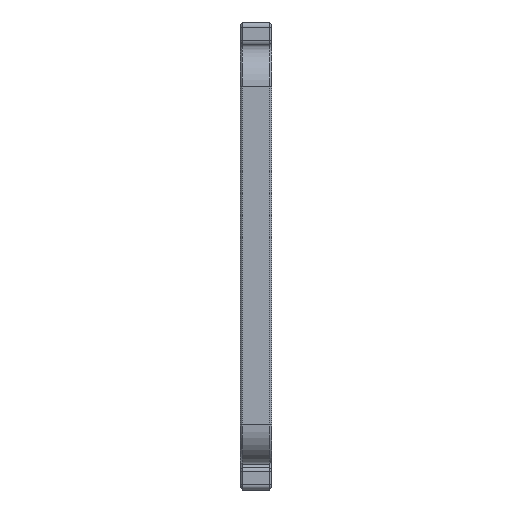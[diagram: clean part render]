
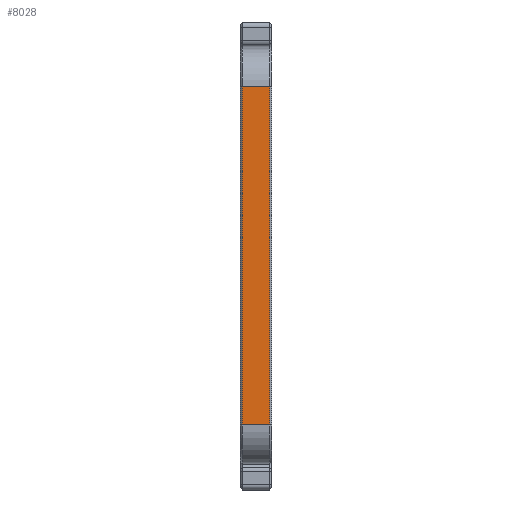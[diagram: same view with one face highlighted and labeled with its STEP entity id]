
A CAD part, left-side view. The second image highlights one B-rep face of the part: STEP entity #8028.
In plain terms, the highlighted planar face has unit normal (-1, 0, 0).
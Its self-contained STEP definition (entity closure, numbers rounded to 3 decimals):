
#216=PLANE('',#8922);
#766=FACE_OUTER_BOUND('',#1290,.T.);
#1290=EDGE_LOOP('',(#7069,#7070,#7071,#7072));
#1440=LINE('',#11779,#2202);
#2010=LINE('',#13569,#2772);
#2052=LINE('',#13678,#2814);
#2053=LINE('',#13680,#2815);
#2202=VECTOR('',#9238,10.);
#2772=VECTOR('',#11142,10.);
#2814=VECTOR('',#11284,10.);
#2815=VECTOR('',#11287,10.);
#3364=VERTEX_POINT('',#11770);
#3366=VERTEX_POINT('',#11777);
#3918=VERTEX_POINT('',#13563);
#3919=VERTEX_POINT('',#13567);
#4060=EDGE_CURVE('',#3366,#3364,#1440,.T.);
#4957=EDGE_CURVE('',#3919,#3918,#2010,.T.);
#5012=EDGE_CURVE('',#3918,#3366,#2052,.T.);
#5013=EDGE_CURVE('',#3364,#3919,#2053,.T.);
#7069=ORIENTED_EDGE('',*,*,#4060,.F.);
#7070=ORIENTED_EDGE('',*,*,#5012,.F.);
#7071=ORIENTED_EDGE('',*,*,#4957,.F.);
#7072=ORIENTED_EDGE('',*,*,#5013,.F.);
#8028=ADVANCED_FACE('',(#766),#216,.T.);
#8922=AXIS2_PLACEMENT_3D('',#13679,#11285,#11286);
#9238=DIRECTION('',(0.,0.,-1.));
#11142=DIRECTION('',(0.,0.,1.));
#11284=DIRECTION('',(0.,-1.,0.));
#11285=DIRECTION('center_axis',(-1.,0.,0.));
#11286=DIRECTION('ref_axis',(0.,0.,1.));
#11287=DIRECTION('',(0.,1.,0.));
#11770=CARTESIAN_POINT('',(-114.,0.4,-77.5));
#11777=CARTESIAN_POINT('',(-114.,0.4,-12.5));
#11779=CARTESIAN_POINT('',(-114.,0.4,-65.));
#13563=CARTESIAN_POINT('',(-114.,5.6,-12.5));
#13567=CARTESIAN_POINT('',(-114.,5.6,-77.5));
#13569=CARTESIAN_POINT('',(-114.,5.6,-65.));
#13678=CARTESIAN_POINT('',(-114.,0.,-12.5));
#13679=CARTESIAN_POINT('Origin',(-114.,0.,-85.));
#13680=CARTESIAN_POINT('',(-114.,0.,-77.5));
